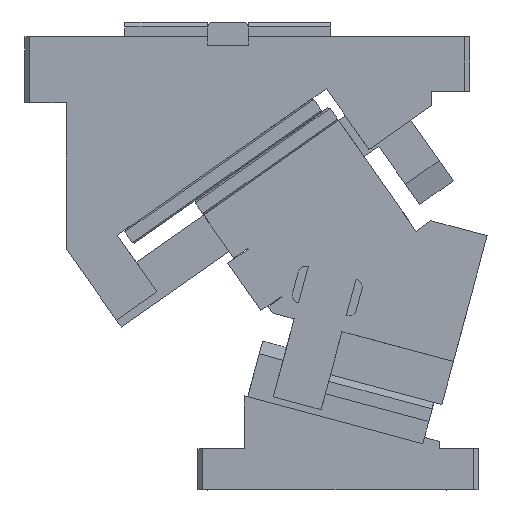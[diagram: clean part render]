
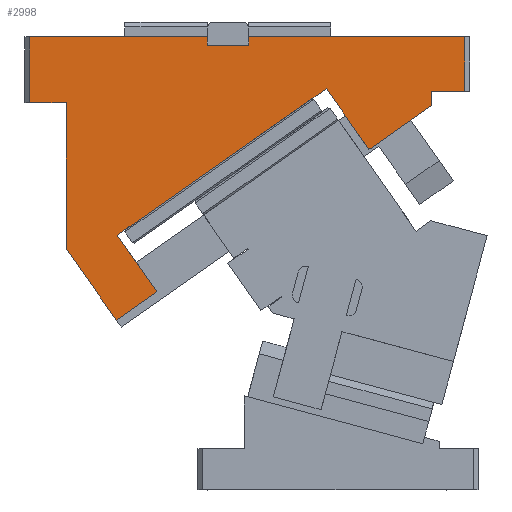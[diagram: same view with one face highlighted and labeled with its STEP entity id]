
A CAD part, front view. The second image highlights one B-rep face of the part: STEP entity #2998.
In plain terms, the highlighted planar face has unit normal (0, -1, 0).
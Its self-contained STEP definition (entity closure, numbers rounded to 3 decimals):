
#2761=CARTESIAN_POINT('Line Origine',(-46.932,0.,156.045)) ;
#2765=CARTESIAN_POINT('Vertex',(-44.884,0.,157.479)) ;
#2767=CARTESIAN_POINT('Vertex',(-48.98,0.,154.611)) ;
#2802=CARTESIAN_POINT('Vertex',(77.989,0.,243.515)) ;
#2805=CARTESIAN_POINT('Line Origine',(73.893,0.,240.648)) ;
#2809=CARTESIAN_POINT('Vertex',(69.797,0.,237.78)) ;
#2812=CARTESIAN_POINT('Line Origine',(12.457,0.,197.629)) ;
#2862=CARTESIAN_POINT('Axis2P3D Location',(165.,0.,275.)) ;
#2867=CARTESIAN_POINT('Line Origine',(-37.177,0.,111.603)) ;
#2871=CARTESIAN_POINT('Vertex',(-49.464,0.,102.999)) ;
#2873=CARTESIAN_POINT('Vertex',(-24.889,0.,120.207)) ;
#2876=CARTESIAN_POINT('Line Origine',(-36.935,0.,137.409)) ;
#2881=CARTESIAN_POINT('Line Origine',(90.894,0.,225.085)) ;
#2885=CARTESIAN_POINT('Vertex',(103.8,0.,206.654)) ;
#2888=CARTESIAN_POINT('Line Origine',(122.9,0.,220.028)) ;
#2892=CARTESIAN_POINT('Vertex',(142.,0.,233.402)) ;
#2895=CARTESIAN_POINT('Line Origine',(142.,0.,237.701)) ;
#2899=CARTESIAN_POINT('Vertex',(142.,0.,242.)) ;
#2902=CARTESIAN_POINT('Line Origine',(152.,0.,242.)) ;
#2906=CARTESIAN_POINT('Vertex',(162.,0.,242.)) ;
#2909=CARTESIAN_POINT('Line Origine',(162.,0.,258.5)) ;
#2913=CARTESIAN_POINT('Vertex',(162.,0.,275.)) ;
#2916=CARTESIAN_POINT('Line Origine',(96.348,0.,275.)) ;
#2920=CARTESIAN_POINT('Vertex',(30.696,0.,275.)) ;
#2923=CARTESIAN_POINT('Line Origine',(30.696,0.,272.5)) ;
#2927=CARTESIAN_POINT('Vertex',(30.696,0.,270.)) ;
#2930=CARTESIAN_POINT('Line Origine',(18.196,0.,270.)) ;
#2934=CARTESIAN_POINT('Vertex',(5.696,0.,270.)) ;
#2937=CARTESIAN_POINT('Line Origine',(5.696,0.,272.5)) ;
#2941=CARTESIAN_POINT('Vertex',(5.696,0.,275.)) ;
#2944=CARTESIAN_POINT('Line Origine',(-48.152,0.,275.)) ;
#2948=CARTESIAN_POINT('Vertex',(-102.,0.,275.)) ;
#2951=CARTESIAN_POINT('Line Origine',(-102.,0.,255.)) ;
#2955=CARTESIAN_POINT('Vertex',(-102.,0.,235.)) ;
#2958=CARTESIAN_POINT('Line Origine',(-91.,0.,235.)) ;
#2962=CARTESIAN_POINT('Vertex',(-80.,0.,235.)) ;
#2965=CARTESIAN_POINT('Line Origine',(-80.,0.,190.805)) ;
#2969=CARTESIAN_POINT('Vertex',(-80.,0.,146.609)) ;
#2972=CARTESIAN_POINT('Line Origine',(-64.732,0.,124.804)) ;
#2762=DIRECTION('Vector Direction',(0.819,0.,0.574)) ;
#2806=DIRECTION('Vector Direction',(0.819,0.,0.574)) ;
#2813=DIRECTION('Vector Direction',(0.819,0.,0.574)) ;
#2863=DIRECTION('Axis2P3D Direction',(0.,1.,0.)) ;
#2864=DIRECTION('Axis2P3D XDirection',(-1.,0.,0.)) ;
#2868=DIRECTION('Vector Direction',(0.819,0.,0.574)) ;
#2877=DIRECTION('Vector Direction',(0.574,0.,-0.819)) ;
#2882=DIRECTION('Vector Direction',(-0.574,0.,0.819)) ;
#2889=DIRECTION('Vector Direction',(0.819,0.,0.574)) ;
#2896=DIRECTION('Vector Direction',(0.,0.,-1.)) ;
#2903=DIRECTION('Vector Direction',(1.,0.,0.)) ;
#2910=DIRECTION('Vector Direction',(0.,0.,1.)) ;
#2917=DIRECTION('Vector Direction',(1.,0.,0.)) ;
#2924=DIRECTION('Vector Direction',(0.,0.,-1.)) ;
#2931=DIRECTION('Vector Direction',(-1.,0.,0.)) ;
#2938=DIRECTION('Vector Direction',(0.,0.,1.)) ;
#2945=DIRECTION('Vector Direction',(1.,0.,0.)) ;
#2952=DIRECTION('Vector Direction',(0.,0.,1.)) ;
#2959=DIRECTION('Vector Direction',(1.,0.,0.)) ;
#2966=DIRECTION('Vector Direction',(0.,0.,-1.)) ;
#2973=DIRECTION('Vector Direction',(0.574,0.,-0.819)) ;
#2865=AXIS2_PLACEMENT_3D('Plane Axis2P3D',#2862,#2863,#2864) ;
#2978=ORIENTED_EDGE('',*,*,#2875,.T.) ;
#2979=ORIENTED_EDGE('',*,*,#2880,.F.) ;
#2980=ORIENTED_EDGE('',*,*,#2769,.F.) ;
#2981=ORIENTED_EDGE('',*,*,#2816,.F.) ;
#2982=ORIENTED_EDGE('',*,*,#2811,.F.) ;
#2983=ORIENTED_EDGE('',*,*,#2887,.F.) ;
#2984=ORIENTED_EDGE('',*,*,#2894,.F.) ;
#2985=ORIENTED_EDGE('',*,*,#2901,.F.) ;
#2986=ORIENTED_EDGE('',*,*,#2908,.T.) ;
#2987=ORIENTED_EDGE('',*,*,#2915,.T.) ;
#2988=ORIENTED_EDGE('',*,*,#2922,.F.) ;
#2989=ORIENTED_EDGE('',*,*,#2929,.T.) ;
#2990=ORIENTED_EDGE('',*,*,#2936,.T.) ;
#2991=ORIENTED_EDGE('',*,*,#2943,.T.) ;
#2992=ORIENTED_EDGE('',*,*,#2950,.F.) ;
#2993=ORIENTED_EDGE('',*,*,#2957,.F.) ;
#2994=ORIENTED_EDGE('',*,*,#2964,.T.) ;
#2995=ORIENTED_EDGE('',*,*,#2971,.F.) ;
#2996=ORIENTED_EDGE('',*,*,#2976,.T.) ;
#2763=VECTOR('Line Direction',#2762,1.) ;
#2807=VECTOR('Line Direction',#2806,1.) ;
#2814=VECTOR('Line Direction',#2813,1.) ;
#2869=VECTOR('Line Direction',#2868,1.) ;
#2878=VECTOR('Line Direction',#2877,1.) ;
#2883=VECTOR('Line Direction',#2882,1.) ;
#2890=VECTOR('Line Direction',#2889,1.) ;
#2897=VECTOR('Line Direction',#2896,1.) ;
#2904=VECTOR('Line Direction',#2903,1.) ;
#2911=VECTOR('Line Direction',#2910,1.) ;
#2918=VECTOR('Line Direction',#2917,1.) ;
#2925=VECTOR('Line Direction',#2924,1.) ;
#2932=VECTOR('Line Direction',#2931,1.) ;
#2939=VECTOR('Line Direction',#2938,1.) ;
#2946=VECTOR('Line Direction',#2945,1.) ;
#2953=VECTOR('Line Direction',#2952,1.) ;
#2960=VECTOR('Line Direction',#2959,1.) ;
#2967=VECTOR('Line Direction',#2966,1.) ;
#2974=VECTOR('Line Direction',#2973,1.) ;
#2998=ADVANCED_FACE('CAM HOLDER',(#2997),#2866,.F.) ;
#2769=EDGE_CURVE('',#2766,#2768,#2764,.F.) ;
#2811=EDGE_CURVE('',#2803,#2810,#2808,.F.) ;
#2816=EDGE_CURVE('',#2810,#2766,#2815,.F.) ;
#2875=EDGE_CURVE('',#2872,#2874,#2870,.T.) ;
#2880=EDGE_CURVE('',#2768,#2874,#2879,.T.) ;
#2887=EDGE_CURVE('',#2886,#2803,#2884,.T.) ;
#2894=EDGE_CURVE('',#2893,#2886,#2891,.F.) ;
#2901=EDGE_CURVE('',#2900,#2893,#2898,.T.) ;
#2908=EDGE_CURVE('',#2900,#2907,#2905,.T.) ;
#2915=EDGE_CURVE('',#2907,#2914,#2912,.T.) ;
#2922=EDGE_CURVE('',#2921,#2914,#2919,.T.) ;
#2929=EDGE_CURVE('',#2921,#2928,#2926,.T.) ;
#2936=EDGE_CURVE('',#2928,#2935,#2933,.T.) ;
#2943=EDGE_CURVE('',#2935,#2942,#2940,.T.) ;
#2950=EDGE_CURVE('',#2949,#2942,#2947,.T.) ;
#2957=EDGE_CURVE('',#2956,#2949,#2954,.T.) ;
#2964=EDGE_CURVE('',#2956,#2963,#2961,.T.) ;
#2971=EDGE_CURVE('',#2970,#2963,#2968,.F.) ;
#2976=EDGE_CURVE('',#2970,#2872,#2975,.T.) ;
#2977=EDGE_LOOP('',(#2978,#2979,#2980,#2981,#2982,#2983,#2984,#2985,#2986,#2987,#2988,#2989,#2990,#2991,#2992,#2993,#2994,#2995,#2996)) ;
#2997=FACE_OUTER_BOUND('',#2977,.T.) ;
#2764=LINE('Line',#2761,#2763) ;
#2808=LINE('Line',#2805,#2807) ;
#2815=LINE('Line',#2812,#2814) ;
#2870=LINE('Line',#2867,#2869) ;
#2879=LINE('Line',#2876,#2878) ;
#2884=LINE('Line',#2881,#2883) ;
#2891=LINE('Line',#2888,#2890) ;
#2898=LINE('Line',#2895,#2897) ;
#2905=LINE('Line',#2902,#2904) ;
#2912=LINE('Line',#2909,#2911) ;
#2919=LINE('Line',#2916,#2918) ;
#2926=LINE('Line',#2923,#2925) ;
#2933=LINE('Line',#2930,#2932) ;
#2940=LINE('Line',#2937,#2939) ;
#2947=LINE('Line',#2944,#2946) ;
#2954=LINE('Line',#2951,#2953) ;
#2961=LINE('Line',#2958,#2960) ;
#2968=LINE('Line',#2965,#2967) ;
#2975=LINE('Line',#2972,#2974) ;
#2866=PLANE('Plane',#2865) ;
#2766=VERTEX_POINT('',#2765) ;
#2768=VERTEX_POINT('',#2767) ;
#2803=VERTEX_POINT('',#2802) ;
#2810=VERTEX_POINT('',#2809) ;
#2872=VERTEX_POINT('',#2871) ;
#2874=VERTEX_POINT('',#2873) ;
#2886=VERTEX_POINT('',#2885) ;
#2893=VERTEX_POINT('',#2892) ;
#2900=VERTEX_POINT('',#2899) ;
#2907=VERTEX_POINT('',#2906) ;
#2914=VERTEX_POINT('',#2913) ;
#2921=VERTEX_POINT('',#2920) ;
#2928=VERTEX_POINT('',#2927) ;
#2935=VERTEX_POINT('',#2934) ;
#2942=VERTEX_POINT('',#2941) ;
#2949=VERTEX_POINT('',#2948) ;
#2956=VERTEX_POINT('',#2955) ;
#2963=VERTEX_POINT('',#2962) ;
#2970=VERTEX_POINT('',#2969) ;
